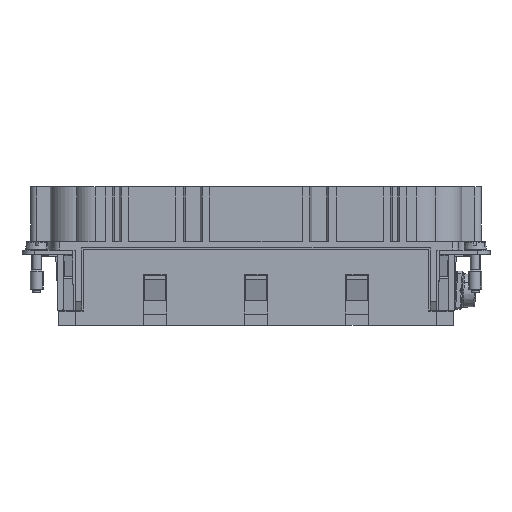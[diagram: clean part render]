
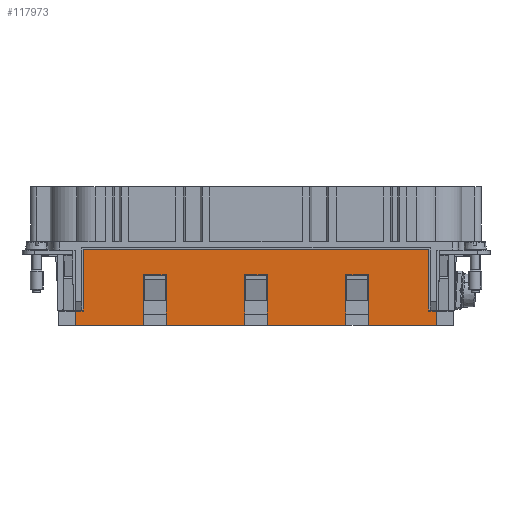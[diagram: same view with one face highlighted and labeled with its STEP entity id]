
A CAD part, left-side view. The second image highlights one B-rep face of the part: STEP entity #117973.
In plain terms, the highlighted planar face has unit normal (-1, 0, 0).
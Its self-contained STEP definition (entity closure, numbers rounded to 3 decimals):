
#117838=AXIS2_PLACEMENT_3D('Plane Axis2P3D',#117835,#117836,#117837) ;
#93639=CARTESIAN_POINT('Vertex',(0.9,14.51,18.)) ;
#93642=CARTESIAN_POINT('Line Origine',(0.9,14.51,10.675)) ;
#93646=CARTESIAN_POINT('Vertex',(0.9,14.51,3.35)) ;
#93677=CARTESIAN_POINT('Vertex',(0.9,96.51,18.)) ;
#93680=CARTESIAN_POINT('Line Origine',(0.9,55.51,18.)) ;
#93697=CARTESIAN_POINT('Line Origine',(0.9,96.51,10.675)) ;
#93701=CARTESIAN_POINT('Vertex',(0.9,96.51,3.35)) ;
#117094=CARTESIAN_POINT('Vertex',(0.9,98.31,0.)) ;
#117097=CARTESIAN_POINT('Line Origine',(0.9,98.31,1.675)) ;
#117101=CARTESIAN_POINT('Vertex',(0.9,98.31,3.35)) ;
#117214=CARTESIAN_POINT('Vertex',(0.9,12.71,0.)) ;
#117235=CARTESIAN_POINT('Vertex',(0.9,12.71,3.35)) ;
#117238=CARTESIAN_POINT('Line Origine',(0.9,12.71,1.675)) ;
#117835=CARTESIAN_POINT('Axis2P3D Location',(0.9,55.51,0.)) ;
#117841=CARTESIAN_POINT('Control Point',(0.9,76.81,0.)) ;
#117842=CARTESIAN_POINT('Control Point',(0.9,58.21,0.)) ;
#117843=CARTESIAN_POINT('Vertex',(0.9,76.81,0.)) ;
#117845=CARTESIAN_POINT('Vertex',(0.9,58.21,0.)) ;
#117848=CARTESIAN_POINT('Line Origine',(0.9,58.21,6.)) ;
#117852=CARTESIAN_POINT('Vertex',(0.9,58.21,12.)) ;
#117855=CARTESIAN_POINT('Line Origine',(0.9,55.51,12.)) ;
#117859=CARTESIAN_POINT('Vertex',(0.9,52.81,12.)) ;
#117862=CARTESIAN_POINT('Line Origine',(0.9,52.81,6.)) ;
#117866=CARTESIAN_POINT('Vertex',(0.9,52.81,0.)) ;
#117870=CARTESIAN_POINT('Control Point',(0.9,52.81,0.)) ;
#117871=CARTESIAN_POINT('Control Point',(0.9,34.21,0.)) ;
#117872=CARTESIAN_POINT('Vertex',(0.9,34.21,0.)) ;
#117875=CARTESIAN_POINT('Line Origine',(0.9,34.21,6.)) ;
#117879=CARTESIAN_POINT('Vertex',(0.9,34.21,12.)) ;
#117882=CARTESIAN_POINT('Line Origine',(0.9,31.51,12.)) ;
#117886=CARTESIAN_POINT('Vertex',(0.9,28.81,12.)) ;
#117889=CARTESIAN_POINT('Line Origine',(0.9,28.81,6.)) ;
#117893=CARTESIAN_POINT('Vertex',(0.9,28.81,0.)) ;
#117897=CARTESIAN_POINT('Control Point',(0.9,28.81,0.)) ;
#117898=CARTESIAN_POINT('Control Point',(0.9,14.51,0.)) ;
#117899=CARTESIAN_POINT('Vertex',(0.9,14.51,0.)) ;
#117902=CARTESIAN_POINT('Line Origine',(0.9,13.61,0.)) ;
#117907=CARTESIAN_POINT('Line Origine',(0.9,13.61,3.35)) ;
#117912=CARTESIAN_POINT('Line Origine',(0.9,97.41,3.35)) ;
#117917=CARTESIAN_POINT('Line Origine',(0.9,97.41,0.)) ;
#117921=CARTESIAN_POINT('Vertex',(0.9,96.51,0.)) ;
#117925=CARTESIAN_POINT('Control Point',(0.9,96.51,0.)) ;
#117926=CARTESIAN_POINT('Control Point',(0.9,82.21,0.)) ;
#117927=CARTESIAN_POINT('Vertex',(0.9,82.21,0.)) ;
#117930=CARTESIAN_POINT('Line Origine',(0.9,82.21,6.)) ;
#117934=CARTESIAN_POINT('Vertex',(0.9,82.21,12.)) ;
#117937=CARTESIAN_POINT('Line Origine',(0.9,79.51,12.)) ;
#117941=CARTESIAN_POINT('Vertex',(0.9,76.81,12.)) ;
#117944=CARTESIAN_POINT('Line Origine',(0.9,76.81,6.)) ;
#93643=DIRECTION('Vector Direction',(0.,0.,1.)) ;
#93681=DIRECTION('Vector Direction',(0.,1.,0.)) ;
#93698=DIRECTION('Vector Direction',(0.,0.,-1.)) ;
#117098=DIRECTION('Vector Direction',(0.,0.,1.)) ;
#117239=DIRECTION('Vector Direction',(0.,0.,1.)) ;
#117836=DIRECTION('Axis2P3D Direction',(-1.,0.,0.)) ;
#117837=DIRECTION('Axis2P3D XDirection',(0.,-1.,0.)) ;
#117849=DIRECTION('Vector Direction',(0.,0.,1.)) ;
#117856=DIRECTION('Vector Direction',(0.,-1.,0.)) ;
#117863=DIRECTION('Vector Direction',(0.,0.,-1.)) ;
#117876=DIRECTION('Vector Direction',(0.,0.,-1.)) ;
#117883=DIRECTION('Vector Direction',(0.,1.,0.)) ;
#117890=DIRECTION('Vector Direction',(0.,0.,1.)) ;
#117903=DIRECTION('Vector Direction',(0.,-1.,0.)) ;
#117908=DIRECTION('Vector Direction',(0.,-1.,0.)) ;
#117913=DIRECTION('Vector Direction',(0.,-1.,0.)) ;
#117918=DIRECTION('Vector Direction',(0.,1.,0.)) ;
#117931=DIRECTION('Vector Direction',(0.,0.,1.)) ;
#117938=DIRECTION('Vector Direction',(0.,-1.,0.)) ;
#117945=DIRECTION('Vector Direction',(0.,0.,-1.)) ;
#93644=VECTOR('Line Direction',#93643,1.) ;
#93682=VECTOR('Line Direction',#93681,1.) ;
#93699=VECTOR('Line Direction',#93698,1.) ;
#117099=VECTOR('Line Direction',#117098,1.) ;
#117240=VECTOR('Line Direction',#117239,1.) ;
#117850=VECTOR('Line Direction',#117849,1.) ;
#117857=VECTOR('Line Direction',#117856,1.) ;
#117864=VECTOR('Line Direction',#117863,1.) ;
#117877=VECTOR('Line Direction',#117876,1.) ;
#117884=VECTOR('Line Direction',#117883,1.) ;
#117891=VECTOR('Line Direction',#117890,1.) ;
#117904=VECTOR('Line Direction',#117903,1.) ;
#117909=VECTOR('Line Direction',#117908,1.) ;
#117914=VECTOR('Line Direction',#117913,1.) ;
#117919=VECTOR('Line Direction',#117918,1.) ;
#117932=VECTOR('Line Direction',#117931,1.) ;
#117939=VECTOR('Line Direction',#117938,1.) ;
#117946=VECTOR('Line Direction',#117945,1.) ;
#117950=ORIENTED_EDGE('',*,*,#117847,.T.) ;
#117951=ORIENTED_EDGE('',*,*,#117854,.F.) ;
#117952=ORIENTED_EDGE('',*,*,#117861,.F.) ;
#117953=ORIENTED_EDGE('',*,*,#117868,.F.) ;
#117954=ORIENTED_EDGE('',*,*,#117874,.T.) ;
#117955=ORIENTED_EDGE('',*,*,#117881,.F.) ;
#117956=ORIENTED_EDGE('',*,*,#117888,.F.) ;
#117957=ORIENTED_EDGE('',*,*,#117895,.F.) ;
#117958=ORIENTED_EDGE('',*,*,#117901,.T.) ;
#117959=ORIENTED_EDGE('',*,*,#117906,.F.) ;
#117960=ORIENTED_EDGE('',*,*,#117242,.T.) ;
#117961=ORIENTED_EDGE('',*,*,#117911,.F.) ;
#117962=ORIENTED_EDGE('',*,*,#93648,.T.) ;
#117963=ORIENTED_EDGE('',*,*,#93684,.T.) ;
#117964=ORIENTED_EDGE('',*,*,#93703,.T.) ;
#117965=ORIENTED_EDGE('',*,*,#117916,.F.) ;
#117966=ORIENTED_EDGE('',*,*,#117103,.F.) ;
#117967=ORIENTED_EDGE('',*,*,#117923,.F.) ;
#117968=ORIENTED_EDGE('',*,*,#117929,.T.) ;
#117969=ORIENTED_EDGE('',*,*,#117936,.F.) ;
#117970=ORIENTED_EDGE('',*,*,#117943,.F.) ;
#117971=ORIENTED_EDGE('',*,*,#117948,.F.) ;
#117973=ADVANCED_FACE('Hauptk\X2\00F6\X0\rper',(#117972),#117839,.T.) ;
#117840=B_SPLINE_CURVE_WITH_KNOTS('',1,(#117841,#117842),.UNSPECIFIED.,.F.,.U.,(2,2),(19.7,38.3),.UNSPECIFIED.) ;
#117869=B_SPLINE_CURVE_WITH_KNOTS('',1,(#117870,#117871),.UNSPECIFIED.,.F.,.U.,(2,2),(43.7,62.3),.UNSPECIFIED.) ;
#117896=B_SPLINE_CURVE_WITH_KNOTS('',1,(#117897,#117898),.UNSPECIFIED.,.F.,.U.,(2,2),(67.7,82.),.UNSPECIFIED.) ;
#117924=B_SPLINE_CURVE_WITH_KNOTS('',1,(#117925,#117926),.UNSPECIFIED.,.F.,.U.,(2,2),(0.,14.3),.UNSPECIFIED.) ;
#93648=EDGE_CURVE('',#93647,#93640,#93645,.T.) ;
#93684=EDGE_CURVE('',#93640,#93678,#93683,.T.) ;
#93703=EDGE_CURVE('',#93678,#93702,#93700,.T.) ;
#117103=EDGE_CURVE('',#117095,#117102,#117100,.T.) ;
#117242=EDGE_CURVE('',#117215,#117236,#117241,.T.) ;
#117847=EDGE_CURVE('',#117844,#117846,#117840,.T.) ;
#117854=EDGE_CURVE('',#117853,#117846,#117851,.F.) ;
#117861=EDGE_CURVE('',#117860,#117853,#117858,.F.) ;
#117868=EDGE_CURVE('',#117867,#117860,#117865,.F.) ;
#117874=EDGE_CURVE('',#117867,#117873,#117869,.T.) ;
#117881=EDGE_CURVE('',#117880,#117873,#117878,.T.) ;
#117888=EDGE_CURVE('',#117887,#117880,#117885,.T.) ;
#117895=EDGE_CURVE('',#117894,#117887,#117892,.T.) ;
#117901=EDGE_CURVE('',#117894,#117900,#117896,.T.) ;
#117906=EDGE_CURVE('',#117215,#117900,#117905,.F.) ;
#117911=EDGE_CURVE('',#93647,#117236,#117910,.T.) ;
#117916=EDGE_CURVE('',#117102,#93702,#117915,.T.) ;
#117923=EDGE_CURVE('',#117922,#117095,#117920,.T.) ;
#117929=EDGE_CURVE('',#117922,#117928,#117924,.T.) ;
#117936=EDGE_CURVE('',#117935,#117928,#117933,.F.) ;
#117943=EDGE_CURVE('',#117942,#117935,#117940,.F.) ;
#117948=EDGE_CURVE('',#117844,#117942,#117947,.F.) ;
#117949=EDGE_LOOP('',(#117950,#117951,#117952,#117953,#117954,#117955,#117956,#117957,#117958,#117959,#117960,#117961,#117962,#117963,#117964,#117965,#117966,#117967,#117968,#117969,#117970,#117971)) ;
#117972=FACE_OUTER_BOUND('',#117949,.T.) ;
#93645=LINE('Line',#93642,#93644) ;
#93683=LINE('Line',#93680,#93682) ;
#93700=LINE('Line',#93697,#93699) ;
#117100=LINE('Line',#117097,#117099) ;
#117241=LINE('Line',#117238,#117240) ;
#117851=LINE('Line',#117848,#117850) ;
#117858=LINE('Line',#117855,#117857) ;
#117865=LINE('Line',#117862,#117864) ;
#117878=LINE('Line',#117875,#117877) ;
#117885=LINE('Line',#117882,#117884) ;
#117892=LINE('Line',#117889,#117891) ;
#117905=LINE('Line',#117902,#117904) ;
#117910=LINE('Line',#117907,#117909) ;
#117915=LINE('Line',#117912,#117914) ;
#117920=LINE('Line',#117917,#117919) ;
#117933=LINE('Line',#117930,#117932) ;
#117940=LINE('Line',#117937,#117939) ;
#117947=LINE('Line',#117944,#117946) ;
#117839=PLANE('',#117838) ;
#93640=VERTEX_POINT('',#93639) ;
#93647=VERTEX_POINT('',#93646) ;
#93678=VERTEX_POINT('',#93677) ;
#93702=VERTEX_POINT('',#93701) ;
#117095=VERTEX_POINT('',#117094) ;
#117102=VERTEX_POINT('',#117101) ;
#117215=VERTEX_POINT('',#117214) ;
#117236=VERTEX_POINT('',#117235) ;
#117844=VERTEX_POINT('',#117843) ;
#117846=VERTEX_POINT('',#117845) ;
#117853=VERTEX_POINT('',#117852) ;
#117860=VERTEX_POINT('',#117859) ;
#117867=VERTEX_POINT('',#117866) ;
#117873=VERTEX_POINT('',#117872) ;
#117880=VERTEX_POINT('',#117879) ;
#117887=VERTEX_POINT('',#117886) ;
#117894=VERTEX_POINT('',#117893) ;
#117900=VERTEX_POINT('',#117899) ;
#117922=VERTEX_POINT('',#117921) ;
#117928=VERTEX_POINT('',#117927) ;
#117935=VERTEX_POINT('',#117934) ;
#117942=VERTEX_POINT('',#117941) ;
